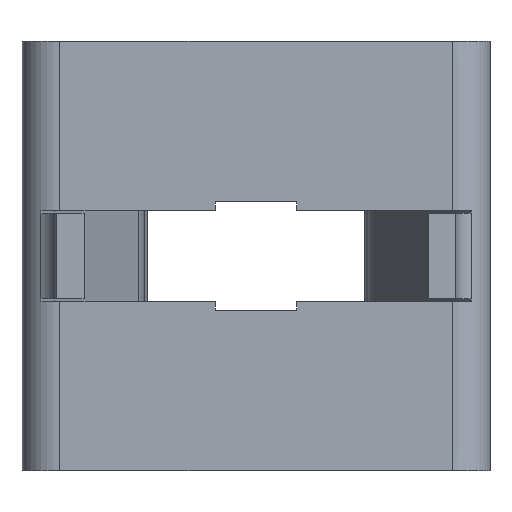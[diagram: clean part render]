
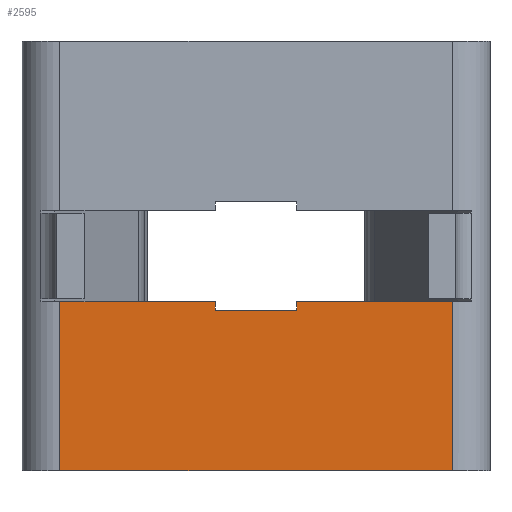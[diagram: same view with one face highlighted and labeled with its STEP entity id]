
A CAD part, front view. The second image highlights one B-rep face of the part: STEP entity #2595.
In plain terms, the highlighted planar face has unit normal (0, -1, 0).
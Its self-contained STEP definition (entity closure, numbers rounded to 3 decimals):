
#22 = CARTESIAN_POINT ( 'NONE',  ( -0.75, 2.54, -1. ) ) ;
#36 = LINE ( 'NONE', #533, #2504 ) ;
#94 = LINE ( 'NONE', #1753, #1876 ) ;
#114 = CARTESIAN_POINT ( 'NONE',  ( -0.75, 2.54, -0.84 ) ) ;
#123 = VECTOR ( 'NONE', #1887, 1000. ) ;
#202 = VERTEX_POINT ( 'NONE', #518 ) ;
#257 = EDGE_CURVE ( 'NONE', #622, #274, #94, .T. ) ;
#274 = VERTEX_POINT ( 'NONE', #2613 ) ;
#354 = VECTOR ( 'NONE', #1124, 1000. ) ;
#417 = LINE ( 'NONE', #2027, #1121 ) ;
#441 = CARTESIAN_POINT ( 'NONE',  ( -3.62, 2.54, 3.965 ) ) ;
#477 = DIRECTION ( 'NONE',  ( 0., 1., 0. ) ) ;
#505 = VERTEX_POINT ( 'NONE', #22 ) ;
#518 = CARTESIAN_POINT ( 'NONE',  ( 0.75, 2.54, -1. ) ) ;
#533 = CARTESIAN_POINT ( 'NONE',  ( -3.58, 2.54, -0.84 ) ) ;
#545 = LINE ( 'NONE', #2133, #2179 ) ;
#586 = EDGE_CURVE ( 'NONE', #740, #505, #1007, .T. ) ;
#622 = VERTEX_POINT ( 'NONE', #1580 ) ;
#666 = EDGE_CURVE ( 'NONE', #2106, #1618, #2410, .T. ) ;
#690 = ORIENTED_EDGE ( 'NONE', *, *, #666, .F. ) ;
#712 = VECTOR ( 'NONE', #765, 1000. ) ;
#727 = DIRECTION ( 'NONE',  ( 1., 0., 0. ) ) ;
#740 = VERTEX_POINT ( 'NONE', #1006 ) ;
#765 = DIRECTION ( 'NONE',  ( 1., 0., 0. ) ) ;
#786 = ORIENTED_EDGE ( 'NONE', *, *, #1874, .F. ) ;
#793 = DIRECTION ( 'NONE',  ( 0., 0., 1. ) ) ;
#929 = LINE ( 'NONE', #1859, #1870 ) ;
#941 = DIRECTION ( 'NONE',  ( 1., 0., 0. ) ) ;
#1006 = CARTESIAN_POINT ( 'NONE',  ( -0.75, 2.54, -0.84 ) ) ;
#1007 = LINE ( 'NONE', #114, #354 ) ;
#1049 = ORIENTED_EDGE ( 'NONE', *, *, #1396, .T. ) ;
#1098 = DIRECTION ( 'NONE',  ( 1., 0., 0. ) ) ;
#1101 = ORIENTED_EDGE ( 'NONE', *, *, #1780, .F. ) ;
#1121 = VECTOR ( 'NONE', #793, 1000. ) ;
#1124 = DIRECTION ( 'NONE',  ( 0., 0., -1. ) ) ;
#1306 = ORIENTED_EDGE ( 'NONE', *, *, #586, .F. ) ;
#1327 = ORIENTED_EDGE ( 'NONE', *, *, #1578, .F. ) ;
#1343 = ORIENTED_EDGE ( 'NONE', *, *, #1652, .F. ) ;
#1356 = CARTESIAN_POINT ( 'NONE',  ( -3.62, 2.54, -0.84 ) ) ;
#1396 = EDGE_CURVE ( 'NONE', #2168, #622, #2364, .T. ) ;
#1456 = DIRECTION ( 'NONE',  ( 0., 0., -1. ) ) ;
#1519 = EDGE_LOOP ( 'NONE', ( #1327, #1049, #2663, #1101, #690, #1343, #786, #1306 ) ) ;
#1572 = CARTESIAN_POINT ( 'NONE',  ( 3.62, 2.54, -0.84 ) ) ;
#1578 = EDGE_CURVE ( 'NONE', #2168, #740, #36, .T. ) ;
#1580 = CARTESIAN_POINT ( 'NONE',  ( -3.62, 2.54, -3.965 ) ) ;
#1618 = VERTEX_POINT ( 'NONE', #1572 ) ;
#1652 = EDGE_CURVE ( 'NONE', #202, #2106, #417, .T. ) ;
#1749 = CARTESIAN_POINT ( 'NONE',  ( 0.75, 2.54, -0.84 ) ) ;
#1753 = CARTESIAN_POINT ( 'NONE',  ( -3.62, 2.54, -3.965 ) ) ;
#1780 = EDGE_CURVE ( 'NONE', #1618, #274, #929, .T. ) ;
#1859 = CARTESIAN_POINT ( 'NONE',  ( 3.62, 2.54, 3.965 ) ) ;
#1870 = VECTOR ( 'NONE', #1456, 1000. ) ;
#1874 = EDGE_CURVE ( 'NONE', #505, #202, #545, .T. ) ;
#1876 = VECTOR ( 'NONE', #941, 1000. ) ;
#1887 = DIRECTION ( 'NONE',  ( 0., 0., -1. ) ) ;
#1919 = CARTESIAN_POINT ( 'NONE',  ( -3.62, 2.54, 3.965 ) ) ;
#1928 = PLANE ( 'NONE',  #2037 ) ;
#1982 = CARTESIAN_POINT ( 'NONE',  ( 0.75, 2.54, -0.84 ) ) ;
#2027 = CARTESIAN_POINT ( 'NONE',  ( 0.75, 2.54, -0.84 ) ) ;
#2037 = AXIS2_PLACEMENT_3D ( 'NONE', #1919, #477, #2118 ) ;
#2106 = VERTEX_POINT ( 'NONE', #1749 ) ;
#2118 = DIRECTION ( 'NONE',  ( -1., 0., 0. ) ) ;
#2133 = CARTESIAN_POINT ( 'NONE',  ( -0.75, 2.54, -1. ) ) ;
#2168 = VERTEX_POINT ( 'NONE', #1356 ) ;
#2179 = VECTOR ( 'NONE', #1098, 1000. ) ;
#2364 = LINE ( 'NONE', #441, #123 ) ;
#2400 = FACE_OUTER_BOUND ( 'NONE', #1519, .T. ) ;
#2410 = LINE ( 'NONE', #1982, #712 ) ;
#2504 = VECTOR ( 'NONE', #727, 1000. ) ;
#2595 = ADVANCED_FACE ( 'NONE', ( #2400 ), #1928, .F. ) ;
#2613 = CARTESIAN_POINT ( 'NONE',  ( 3.62, 2.54, -3.965 ) ) ;
#2663 = ORIENTED_EDGE ( 'NONE', *, *, #257, .T. ) ;
